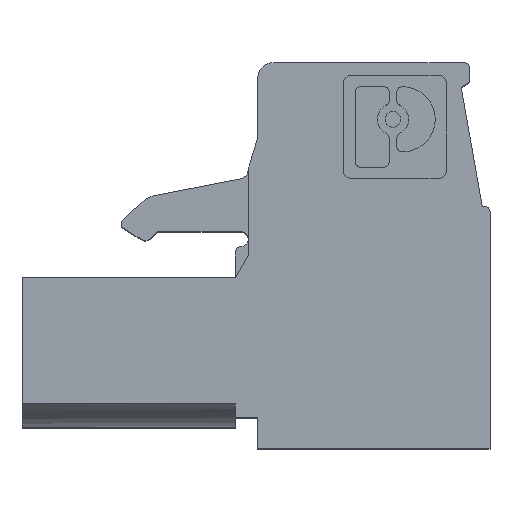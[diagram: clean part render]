
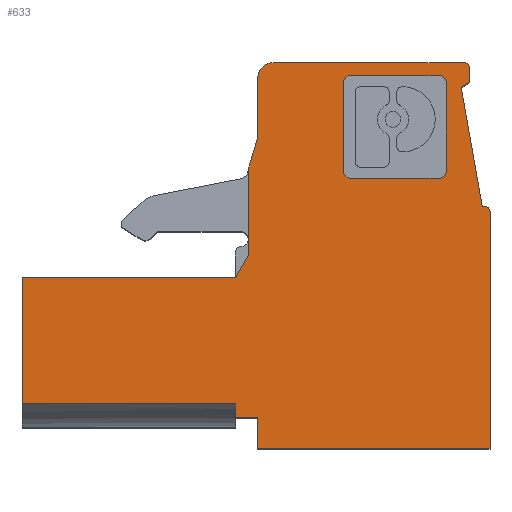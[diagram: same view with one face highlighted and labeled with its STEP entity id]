
A CAD part, top view. The second image highlights one B-rep face of the part: STEP entity #633.
In plain terms, the highlighted planar face has unit normal (0, 0, 1).
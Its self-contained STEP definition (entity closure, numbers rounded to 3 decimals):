
#633=ADVANCED_FACE('mstb_2.5-nnn-stf-5.08',(#1436,#1437),#1438,.T.);
#1436=FACE_OUTER_BOUND('',#2163,.T.);
#1437=FACE_BOUND('',#2164,.T.);
#1438=PLANE('',#2165);
#2163=EDGE_LOOP('',(#3308,#3309,#3310,#3311,#3312,#3313,#3314,#3315,#3316,#3317,#3318,#3319,#3320,#3321,#3322,#3323,#3324,#3325,#3326,#3327));
#2164=EDGE_LOOP('',(#3328,#3329,#3330,#3331,#3332,#3333,#3334,#3335));
#2165=AXIS2_PLACEMENT_3D('',#3336,#3337,#3338);
#3308=ORIENTED_EDGE('',*,*,#5496,.F.);
#3309=ORIENTED_EDGE('',*,*,#5497,.F.);
#3310=ORIENTED_EDGE('',*,*,#5498,.F.);
#3311=ORIENTED_EDGE('',*,*,#5479,.T.);
#3312=ORIENTED_EDGE('',*,*,#5499,.T.);
#3313=ORIENTED_EDGE('',*,*,#5500,.F.);
#3314=ORIENTED_EDGE('',*,*,#5501,.F.);
#3315=ORIENTED_EDGE('',*,*,#5502,.T.);
#3316=ORIENTED_EDGE('',*,*,#5439,.T.);
#3317=ORIENTED_EDGE('',*,*,#5503,.F.);
#3318=ORIENTED_EDGE('',*,*,#5398,.T.);
#3319=ORIENTED_EDGE('',*,*,#5504,.F.);
#3320=ORIENTED_EDGE('',*,*,#5505,.T.);
#3321=ORIENTED_EDGE('',*,*,#5506,.F.);
#3322=ORIENTED_EDGE('',*,*,#5507,.T.);
#3323=ORIENTED_EDGE('',*,*,#5475,.F.);
#3324=ORIENTED_EDGE('',*,*,#5508,.F.);
#3325=ORIENTED_EDGE('',*,*,#5426,.T.);
#3326=ORIENTED_EDGE('',*,*,#5493,.F.);
#3327=ORIENTED_EDGE('',*,*,#5509,.F.);
#3328=ORIENTED_EDGE('',*,*,#5510,.T.);
#3329=ORIENTED_EDGE('',*,*,#5511,.F.);
#3330=ORIENTED_EDGE('',*,*,#5512,.T.);
#3331=ORIENTED_EDGE('',*,*,#5513,.F.);
#3332=ORIENTED_EDGE('',*,*,#5514,.T.);
#3333=ORIENTED_EDGE('',*,*,#5515,.F.);
#3334=ORIENTED_EDGE('',*,*,#5516,.T.);
#3335=ORIENTED_EDGE('',*,*,#5517,.F.);
#3336=CARTESIAN_POINT('',(-48.627,-39.113,0.04));
#3337=DIRECTION('',(0.0,0.0,1.0));
#3338=DIRECTION('',(1.0,0.0,0.0));
#5398=EDGE_CURVE('',#6345,#6349,#6351,.T.);
#5426=EDGE_CURVE('',#6401,#6399,#6402,.T.);
#5439=EDGE_CURVE('',#6425,#6422,#6426,.T.);
#5475=EDGE_CURVE('',#6481,#6483,#6484,.T.);
#5479=EDGE_CURVE('',#6490,#6488,#6491,.T.);
#5493=EDGE_CURVE('',#6512,#6399,#6513,.T.);
#5496=EDGE_CURVE('',#6517,#6518,#6519,.T.);
#5497=EDGE_CURVE('',#6520,#6517,#6521,.T.);
#5498=EDGE_CURVE('',#6490,#6520,#6522,.T.);
#5499=EDGE_CURVE('',#6488,#6523,#6524,.T.);
#5500=EDGE_CURVE('',#6525,#6523,#6526,.T.);
#5501=EDGE_CURVE('',#6527,#6525,#6528,.T.);
#5502=EDGE_CURVE('',#6527,#6425,#6529,.T.);
#5503=EDGE_CURVE('',#6345,#6422,#6530,.T.);
#5504=EDGE_CURVE('',#6531,#6349,#6532,.T.);
#5505=EDGE_CURVE('',#6531,#6533,#6534,.T.);
#5506=EDGE_CURVE('',#6535,#6533,#6536,.T.);
#5507=EDGE_CURVE('',#6535,#6483,#6537,.T.);
#5508=EDGE_CURVE('',#6401,#6481,#6538,.T.);
#5509=EDGE_CURVE('',#6518,#6512,#6539,.T.);
#5510=EDGE_CURVE('',#6540,#6541,#6542,.T.);
#5511=EDGE_CURVE('',#6543,#6541,#6544,.T.);
#5512=EDGE_CURVE('',#6543,#6545,#6546,.T.);
#5513=EDGE_CURVE('',#6547,#6545,#6548,.T.);
#5514=EDGE_CURVE('',#6547,#6549,#6550,.T.);
#5515=EDGE_CURVE('',#6551,#6549,#6552,.T.);
#5516=EDGE_CURVE('',#6551,#6553,#6554,.T.);
#5517=EDGE_CURVE('',#6540,#6553,#6555,.T.);
#6345=VERTEX_POINT('',#7312);
#6349=VERTEX_POINT('',#7317);
#6351=CIRCLE('',#7320,0.6);
#6399=VERTEX_POINT('',#7390);
#6401=VERTEX_POINT('',#7393);
#6402=LINE('',#7394,#7395);
#6422=VERTEX_POINT('',#7425);
#6425=VERTEX_POINT('',#7429);
#6426=CIRCLE('',#7430,0.2);
#6481=VERTEX_POINT('',#7515);
#6483=VERTEX_POINT('',#7518);
#6484=LINE('',#7519,#7520);
#6488=VERTEX_POINT('',#7526);
#6490=VERTEX_POINT('',#7529);
#6491=CIRCLE('',#7530,0.2);
#6512=VERTEX_POINT('',#7559);
#6513=LINE('',#7560,#7561);
#6517=VERTEX_POINT('',#7566);
#6518=VERTEX_POINT('',#7567);
#6519=LINE('',#7568,#7569);
#6520=VERTEX_POINT('',#7570);
#6521=LINE('',#7571,#7572);
#6522=LINE('',#7573,#7574);
#6523=VERTEX_POINT('',#7575);
#6524=LINE('',#7576,#7577);
#6525=VERTEX_POINT('',#7578);
#6526=LINE('',#7579,#7580);
#6527=VERTEX_POINT('',#7581);
#6528=LINE('',#7582,#7583);
#6529=LINE('',#7584,#7585);
#6530=LINE('',#7586,#7587);
#6531=VERTEX_POINT('',#7588);
#6532=LINE('',#7589,#7590);
#6533=VERTEX_POINT('',#7591);
#6534=LINE('',#7592,#7593);
#6535=VERTEX_POINT('',#7594);
#6536=LINE('',#7595,#7596);
#6537=LINE('',#7597,#7598);
#6538=LINE('',#7599,#7600);
#6539=LINE('',#7601,#7602);
#6540=VERTEX_POINT('',#7603);
#6541=VERTEX_POINT('',#7604);
#6542=LINE('',#7605,#7606);
#6543=VERTEX_POINT('',#7607);
#6544=CIRCLE('',#7608,0.281);
#6545=VERTEX_POINT('',#7609);
#6546=LINE('',#7610,#7611);
#6547=VERTEX_POINT('',#7612);
#6548=CIRCLE('',#7613,0.281);
#6549=VERTEX_POINT('',#7614);
#6550=LINE('',#7615,#7616);
#6551=VERTEX_POINT('',#7617);
#6552=CIRCLE('',#7618,0.281);
#6553=VERTEX_POINT('',#7619);
#6554=LINE('',#7620,#7621);
#6555=CIRCLE('',#7622,0.281);
#7312=CARTESIAN_POINT('',(1.47,13.8,0.04));
#7317=CARTESIAN_POINT('',(0.87,13.2,0.04));
#7320=AXIS2_PLACEMENT_3D('',#8612,#8613,#8614);
#7390=CARTESIAN_POINT('',(0.0,0.53,0.04));
#7393=CARTESIAN_POINT('',(-8.3,0.53,0.04));
#7394=CARTESIAN_POINT('',(-48.627,0.53,0.04));
#7395=VECTOR('',#8650,1.0);
#7425=CARTESIAN_POINT('',(8.896,13.8,0.04));
#7429=CARTESIAN_POINT('',(9.096,13.609,0.04));
#7430=AXIS2_PLACEMENT_3D('',#8665,#8666,#8667);
#7515=CARTESIAN_POINT('',(-8.3,5.445,0.04));
#7518=CARTESIAN_POINT('',(0.0,5.445,0.04));
#7519=CARTESIAN_POINT('',(-48.627,5.445,0.04));
#7520=VECTOR('',#8711,1.0);
#7526=CARTESIAN_POINT('',(9.7,8.2,0.04));
#7529=CARTESIAN_POINT('',(9.9,8.,0.04));
#7530=AXIS2_PLACEMENT_3D('',#8715,#8716,#8717);
#7559=CARTESIAN_POINT('',(0.0,0.0,0.04));
#7560=CARTESIAN_POINT('',(0.0,-39.113,0.04));
#7561=VECTOR('',#8741,1.0);
#7566=CARTESIAN_POINT('',(0.87,-1.2,0.04));
#7567=CARTESIAN_POINT('',(0.87,0.0,0.04));
#7568=CARTESIAN_POINT('',(0.87,-39.113,0.04));
#7569=VECTOR('',#8746,1.0);
#7570=CARTESIAN_POINT('',(9.9,-1.2,0.04));
#7571=CARTESIAN_POINT('',(-48.627,-1.2,0.04));
#7572=VECTOR('',#8747,1.0);
#7573=CARTESIAN_POINT('',(9.9,-39.113,0.04));
#7574=VECTOR('',#8748,1.0);
#7575=CARTESIAN_POINT('',(9.6,8.2,0.04));
#7576=CARTESIAN_POINT('',(-48.627,8.2,0.04));
#7577=VECTOR('',#8749,1.0);
#7578=CARTESIAN_POINT('',(8.779,12.853,0.04));
#7579=CARTESIAN_POINT('',(17.943,-39.113,0.04));
#7580=VECTOR('',#8750,1.0);
#7581=CARTESIAN_POINT('',(9.12,13.05,0.04));
#7582=CARTESIAN_POINT('',(-48.627,-20.29,0.04));
#7583=VECTOR('',#8751,1.0);
#7584=CARTESIAN_POINT('',(11.397,-39.113,0.04));
#7585=VECTOR('',#8752,1.0);
#7586=CARTESIAN_POINT('',(-48.627,13.8,0.04));
#7587=VECTOR('',#8753,1.0);
#7588=CARTESIAN_POINT('',(0.87,10.9,0.04));
#7589=CARTESIAN_POINT('',(0.87,-39.113,0.04));
#7590=VECTOR('',#8754,1.0);
#7591=CARTESIAN_POINT('',(0.5,9.663,0.04));
#7592=CARTESIAN_POINT('',(-14.088,-39.113,0.04));
#7593=VECTOR('',#8755,1.0);
#7594=CARTESIAN_POINT('',(0.5,6.311,0.04));
#7595=CARTESIAN_POINT('',(0.5,-39.113,0.04));
#7596=VECTOR('',#8756,1.0);
#7597=CARTESIAN_POINT('',(-25.725,-39.113,0.04));
#7598=VECTOR('',#8757,1.0);
#7599=CARTESIAN_POINT('',(-8.3,-39.113,0.04));
#7600=VECTOR('',#8758,1.0);
#7601=CARTESIAN_POINT('',(-48.627,0.0,0.04));
#7602=VECTOR('',#8759,1.0);
#7603=CARTESIAN_POINT('',(4.481,13.3,0.04));
#7604=CARTESIAN_POINT('',(7.918,13.3,0.04));
#7605=CARTESIAN_POINT('',(-48.627,13.3,0.04));
#7606=VECTOR('',#8760,1.0);
#7607=CARTESIAN_POINT('',(8.199,13.019,0.04));
#7608=AXIS2_PLACEMENT_3D('',#8761,#8762,#8763);
#7609=CARTESIAN_POINT('',(8.199,9.581,0.04));
#7610=CARTESIAN_POINT('',(8.199,-39.113,0.04));
#7611=VECTOR('',#8764,1.0);
#7612=CARTESIAN_POINT('',(7.918,9.3,0.04));
#7613=AXIS2_PLACEMENT_3D('',#8765,#8766,#8767);
#7614=CARTESIAN_POINT('',(4.481,9.3,0.04));
#7615=CARTESIAN_POINT('',(-48.627,9.3,0.04));
#7616=VECTOR('',#8768,1.0);
#7617=CARTESIAN_POINT('',(4.199,9.581,0.04));
#7618=AXIS2_PLACEMENT_3D('',#8769,#8770,#8771);
#7619=CARTESIAN_POINT('',(4.199,13.019,0.04));
#7620=CARTESIAN_POINT('',(4.199,-39.113,0.04));
#7621=VECTOR('',#8772,1.0);
#7622=AXIS2_PLACEMENT_3D('',#8773,#8774,#8775);
#8612=CARTESIAN_POINT('',(1.47,13.2,0.04));
#8613=DIRECTION('',(0.0,0.0,1.0));
#8614=DIRECTION('',(1.0,0.0,0.0));
#8650=DIRECTION('',(1.0,0.0,0.0));
#8665=CARTESIAN_POINT('',(8.896,13.6,0.04));
#8666=DIRECTION('',(0.0,0.0,1.0));
#8667=DIRECTION('',(1.0,0.0,0.0));
#8711=DIRECTION('',(1.0,0.0,0.0));
#8715=CARTESIAN_POINT('',(9.7,8.,0.04));
#8716=DIRECTION('',(0.0,0.0,1.0));
#8717=DIRECTION('',(1.0,0.0,0.0));
#8741=DIRECTION('',(0.0,1.0,0.0));
#8746=DIRECTION('',(0.0,1.0,0.0));
#8747=DIRECTION('',(-1.0,0.0,0.0));
#8748=DIRECTION('',(0.0,-1.0,0.0));
#8749=DIRECTION('',(-1.0,0.,0.0));
#8750=DIRECTION('',(0.174,-0.985,0.0));
#8751=DIRECTION('',(-0.866,-0.5,0.0));
#8752=DIRECTION('',(-0.044,0.999,0.0));
#8753=DIRECTION('',(1.0,0.0,0.0));
#8754=DIRECTION('',(0.0,1.0,0.0));
#8755=DIRECTION('',(-0.287,-0.958,0.0));
#8756=DIRECTION('',(0.,1.0,0.0));
#8757=DIRECTION('',(-0.5,-0.866,0.0));
#8758=DIRECTION('',(0.0,1.0,0.0));
#8759=DIRECTION('',(-1.0,0.0,0.0));
#8760=DIRECTION('',(1.0,0.0,0.0));
#8761=CARTESIAN_POINT('',(7.918,13.019,0.04));
#8762=DIRECTION('',(0.0,0.0,1.0));
#8763=DIRECTION('',(1.0,0.0,0.0));
#8764=DIRECTION('',(0.0,-1.0,0.0));
#8765=CARTESIAN_POINT('',(7.918,9.581,0.04));
#8766=DIRECTION('',(0.0,0.0,1.0));
#8767=DIRECTION('',(1.0,0.0,0.0));
#8768=DIRECTION('',(-1.0,0.0,0.0));
#8769=CARTESIAN_POINT('',(4.481,9.581,0.04));
#8770=DIRECTION('',(0.0,0.0,1.0));
#8771=DIRECTION('',(1.0,0.0,0.0));
#8772=DIRECTION('',(0.0,1.0,0.0));
#8773=CARTESIAN_POINT('',(4.481,13.019,0.04));
#8774=DIRECTION('',(0.0,0.0,1.0));
#8775=DIRECTION('',(1.0,0.0,0.0));
